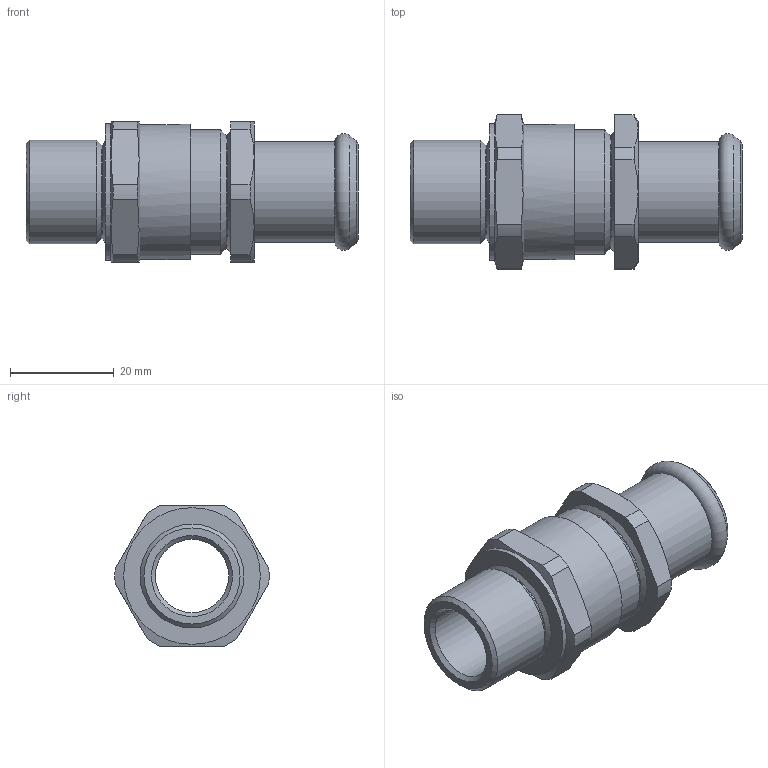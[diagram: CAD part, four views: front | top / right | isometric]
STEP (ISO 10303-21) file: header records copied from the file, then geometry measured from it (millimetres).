
FILE_DESCRIPTION (( 'STEP AP203' ), '1' );
FILE_NAME ('20A2FHC1RA.STEP', '2017-10-04T13:14:55', ( '' ), ( '' ), 'SwSTEP 2.0', 'SolidWorks 2017', '' );
FILE_SCHEMA (( 'CONFIG_CONTROL_DESIGN' ));
Length unit declared in the file: millimetre
Products named in the file (1): 20A2FHC1RA
Bounding box: 63.9 x 29.69 x 27 mm (x, y, z)
Surface area: 7922 mm2 (no closed solid volume)
Topology: 0 solids, 2 shells, 57 faces, 136 edges, 85 vertices
Faces by surface type: cylinder 21, plane 18, cone 15, torus 3
Full cylindrical faces by diameter (mm): 14.1 x2, 17.971 x1, 19.4 x1, 20 x1, 21.718 x1, 24 x1, 26 x1, 26.3 x1
Entity records: 1660 total; most frequent: CARTESIAN_POINT 370, DIRECTION 260, ORIENTED_EDGE 218, AXIS2_PLACEMENT_3D 115, EDGE_CURVE 111, EDGE_LOOP 84, VERTEX_POINT 81, FACE_OUTER_BOUND 69
